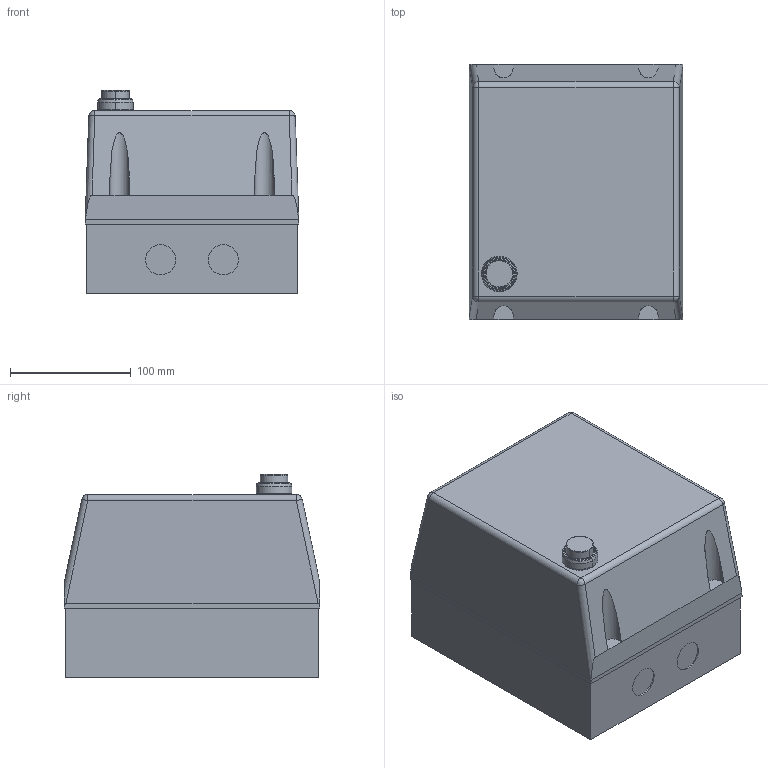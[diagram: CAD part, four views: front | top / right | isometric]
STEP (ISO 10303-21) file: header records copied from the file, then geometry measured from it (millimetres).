
FILE_DESCRIPTION((''),'2;1');
FILE_NAME('3d_M25RA.stp','2014-06-05T08:01:38',(''),(''),'Mechanical Desktop 2011','Mechanical Desktop 2011',', , ');
FILE_SCHEMA(('CONFIG_CONTROL_DESIGN'));
Length unit declared in the file: millimetre
Products named in the file (1): Product
Bounding box: 177 x 212 x 168.2 mm (x, y, z)
Volume: 5370988.1 mm3; surface area: 186433 mm2
Topology: 2 solids, 2 shells, 81 faces, 188 edges, 116 vertices
Faces by surface type: plane 39, cylinder 28, torus 6, sphere 4, cone 4
Entity records: 2381 total; most frequent: DIRECTION 438, CARTESIAN_POINT 382, ORIENTED_EDGE 368, EDGE_CURVE 184, AXIS2_PLACEMENT_3D 172, VERTEX_POINT 116, VECTOR 94, LINE 94
